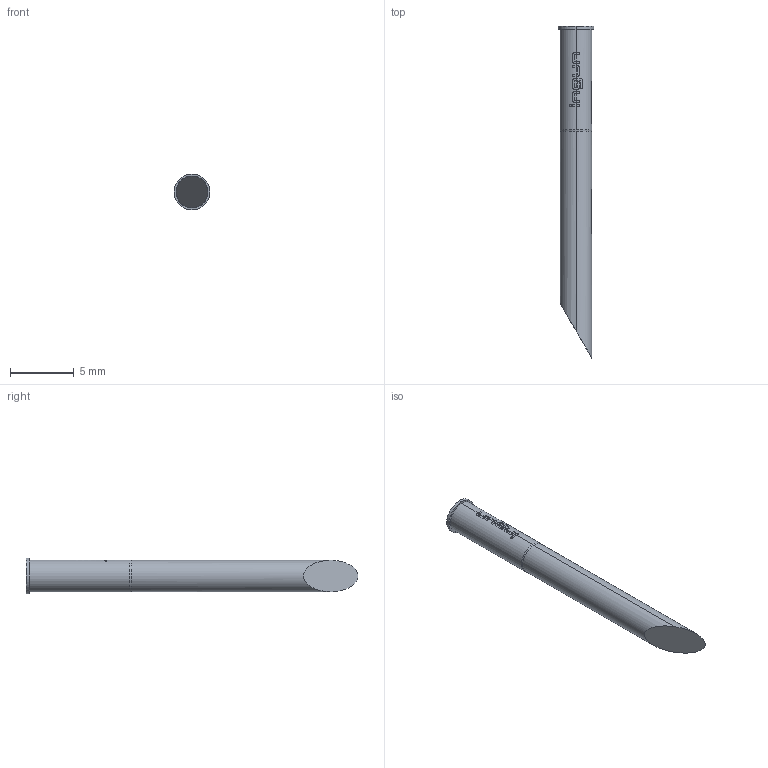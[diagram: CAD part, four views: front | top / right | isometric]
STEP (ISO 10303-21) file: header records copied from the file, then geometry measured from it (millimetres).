
FILE_DESCRIPTION (( 'STEP AP203' ), '1' );
FILE_NAME ('INGUN_KS-010_23.STEP', '2022-02-09T05:06:23', ( 'ochi' ), ( '' ), 'SwSTEP 2.0', 'SolidWorks 2018', '' );
FILE_SCHEMA (( 'CONFIG_CONTROL_DESIGN' ));
Length unit declared in the file: millimetre
Products named in the file (1): INGUN_KS-010_23
Bounding box: 2.8 x 26 x 2.8 mm (x, y, z)
Volume: 114.7 mm3; surface area: 203.3 mm2
Topology: 1 solids, 1 shells, 112 faces, 306 edges, 200 vertices
Faces by surface type: plane 47, cylinder 33, bspline 30, cone 2
Entity records: 4091 total; most frequent: CARTESIAN_POINT 1373, ORIENTED_EDGE 612, DIRECTION 478, EDGE_CURVE 306, VERTEX_POINT 200, AXIS2_PLACEMENT_3D 189, EDGE_LOOP 116, FACE_OUTER_BOUND 112
